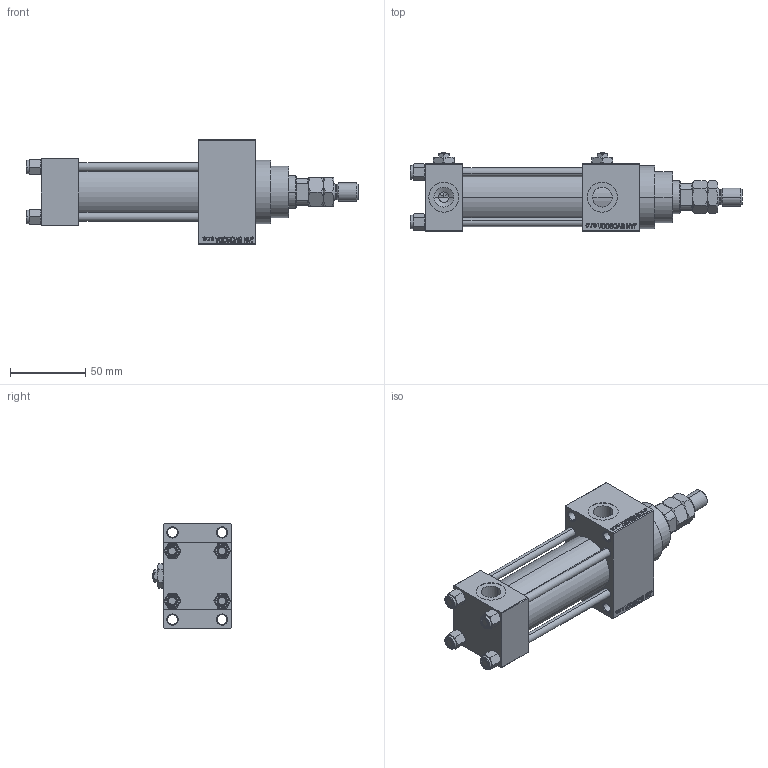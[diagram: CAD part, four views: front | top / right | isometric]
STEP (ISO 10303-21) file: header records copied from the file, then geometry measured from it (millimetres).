
FILE_DESCRIPTION (( 'STEP AP203' ), '1' );
FILE_NAME ('6ccc.STEP', '2022-04-15T07:45:44', ( '' ), ( '' ), 'SwSTEP 2.0', 'SolidWorks 2019', '' );
FILE_SCHEMA (( 'CONFIG_CONTROL_DESIGN' ));
Length unit declared in the file: millimetre
Products named in the file (8): V215CR_D_Body 524c1b62697637add8bfccd0b946514a; Zatka_pro_OIL_PORT 524c1b62697637add8bfccd0b946514a; V215CR_D_TYCINKA 524c1b62697637add8bfccd0b946514a; MTA 524c1b62697637add8bfccd0b946514a; NUT_M5_D 524c1b62697637add8bfccd0b946514a; 6ccc; V215_VC_A 524c1b62697637add8bfccd0b946514a; V215CR_VCP_D 524c1b62697637add8bfccd0b946514a
Assembly tree (14 placements, depth 2):
  6ccc
    V215CR_D_Body 524c1b62697637add8bfccd0b946514a
    V215CR_VCP_D 524c1b62697637add8bfccd0b946514a
    NUT_M5_D 524c1b62697637add8bfccd0b946514a  x4
    V215CR_D_TYCINKA 524c1b62697637add8bfccd0b946514a  x4
    V215_VC_A 524c1b62697637add8bfccd0b946514a
    MTA 524c1b62697637add8bfccd0b946514a
    Zatka_pro_OIL_PORT 524c1b62697637add8bfccd0b946514a  x2
Bounding box: 221 x 52 x 70 mm (x, y, z)
Volume: 273292.7 mm3; surface area: 94874.4 mm2
Topology: 14 solids, 14 shells, 1252 faces, 3077 edges, 1970 vertices
Faces by surface type: plane 557, bspline 368, cone 214, cylinder 103, torus 10
Entity records: 50745 total; most frequent: CARTESIAN_POINT 26193, ORIENTED_EDGE 5454, DIRECTION 3619, EDGE_CURVE 2727, VERTEX_POINT 1768, VECTOR 1571, LINE 1571, EDGE_LOOP 1229
